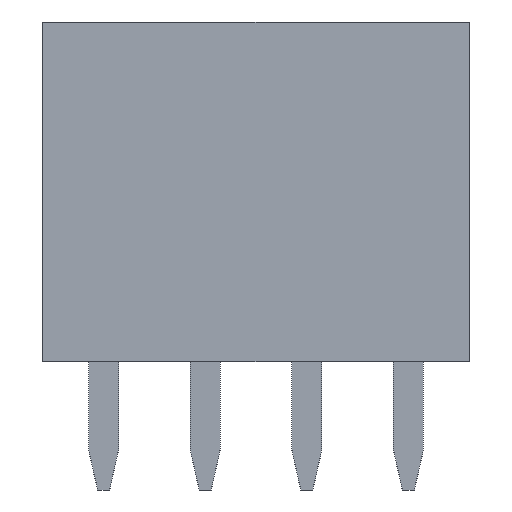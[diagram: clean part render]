
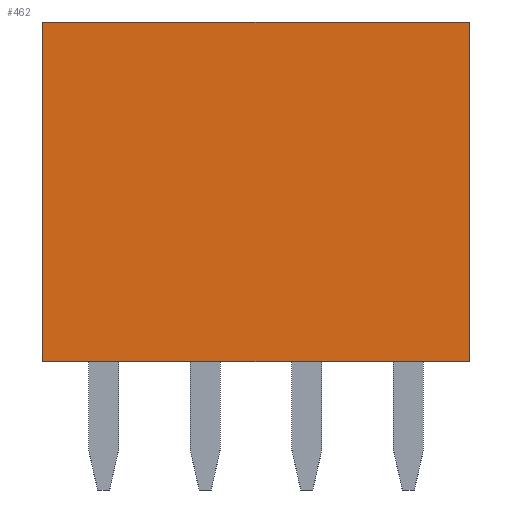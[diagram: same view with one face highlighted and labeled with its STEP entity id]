
A CAD part, front view. The second image highlights one B-rep face of the part: STEP entity #462.
In plain terms, the highlighted planar face has unit normal (0, -1, 0).
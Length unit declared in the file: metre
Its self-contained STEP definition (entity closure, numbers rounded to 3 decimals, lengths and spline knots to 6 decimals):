
#318 = EDGE_CURVE( '', #804, #805, #806, .T. );
#364 = EDGE_CURVE( '', #875, #876, #877, .T. );
#416 = EDGE_CURVE( '', #804, #875, #948, .T. );
#462 = ADVANCED_FACE( '', ( #1005 ), #1006, .F. );
#592 = EDGE_CURVE( '', #805, #876, #1163, .T. );
#804 = VERTEX_POINT( '', #1440 );
#805 = VERTEX_POINT( '', #1441 );
#806 = LINE( '', #1442, #1443 );
#875 = VERTEX_POINT( '', #1543 );
#876 = VERTEX_POINT( '', #1544 );
#877 = LINE( '', #1545, #1546 );
#948 = LINE( '', #1656, #1657 );
#1005 = FACE_OUTER_BOUND( '', #1750, .T. );
#1006 = PLANE( '', #1751 );
#1163 = LINE( '', #2003, #2004 );
#1440 = CARTESIAN_POINT( '', ( 0.00533, -0.001269, 0.00851 ) );
#1441 = CARTESIAN_POINT( '', ( 0.00533, -0.001269, 0.00001 ) );
#1442 = CARTESIAN_POINT( '', ( 0.00533, -0.001269, 0.00001 ) );
#1443 = VECTOR( '', #2235, 1. );
#1543 = CARTESIAN_POINT( '', ( -0.00533, -0.001269, 0.00851 ) );
#1544 = CARTESIAN_POINT( '', ( -0.00533, -0.001269, 0.00001 ) );
#1545 = CARTESIAN_POINT( '', ( -0.00533, -0.001269, 0.00001 ) );
#1546 = VECTOR( '', #2313, 1. );
#1656 = CARTESIAN_POINT( '', ( 0.00533, -0.001269, 0.00851 ) );
#1657 = VECTOR( '', #2383, 1. );
#1750 = EDGE_LOOP( '', ( #2435, #2436, #2437, #2438 ) );
#1751 = AXIS2_PLACEMENT_3D( '', #2439, #2440, #2441 );
#2003 = CARTESIAN_POINT( '', ( 0.00533, -0.001269, 0.00001 ) );
#2004 = VECTOR( '', #2645, 1. );
#2235 = DIRECTION( '', ( 0., 0., -1. ) );
#2313 = DIRECTION( '', ( 0., 0., -1. ) );
#2383 = DIRECTION( '', ( -1., 0., 0. ) );
#2435 = ORIENTED_EDGE( '', *, *, #364, .T. );
#2436 = ORIENTED_EDGE( '', *, *, #592, .F. );
#2437 = ORIENTED_EDGE( '', *, *, #318, .F. );
#2438 = ORIENTED_EDGE( '', *, *, #416, .T. );
#2439 = CARTESIAN_POINT( '', ( 0.00533, -0.001269, 0.00001 ) );
#2440 = DIRECTION( '', ( 0., 1., 0. ) );
#2441 = DIRECTION( '', ( 1., 0., 0. ) );
#2645 = DIRECTION( '', ( -1., 0., 0. ) );
